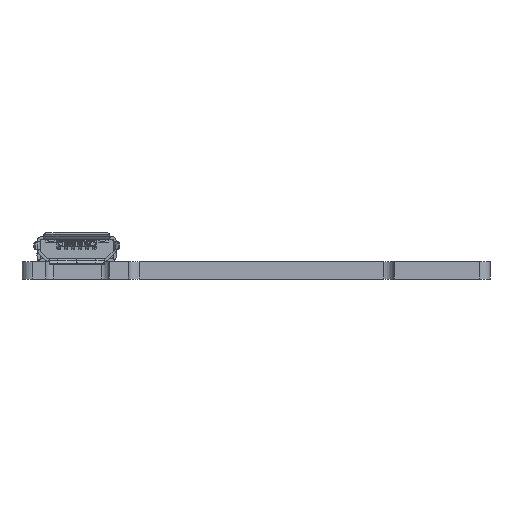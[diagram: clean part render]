
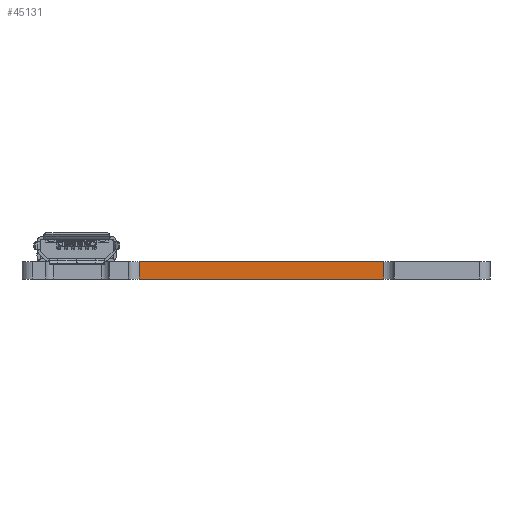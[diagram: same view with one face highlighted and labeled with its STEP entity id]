
A CAD part, left-side view. The second image highlights one B-rep face of the part: STEP entity #45131.
In plain terms, the highlighted planar face has unit normal (-1, 0, 0).
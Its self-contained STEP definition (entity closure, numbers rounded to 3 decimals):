
#44059 = VERTEX_POINT('',#44060);
#44060 = CARTESIAN_POINT('',(1.,-11.,0.));
#44067 = EDGE_CURVE('',#44068,#44059,#44070,.T.);
#44068 = VERTEX_POINT('',#44069);
#44069 = CARTESIAN_POINT('',(1.,-34.,0.));
#44070 = LINE('',#44071,#44072);
#44071 = CARTESIAN_POINT('',(1.,-34.,0.));
#44072 = VECTOR('',#44073,1.);
#44073 = DIRECTION('',(0.,1.,0.));
#44441 = VERTEX_POINT('',#44442);
#44442 = CARTESIAN_POINT('',(1.,-11.,1.6));
#44449 = EDGE_CURVE('',#44450,#44441,#44452,.T.);
#44450 = VERTEX_POINT('',#44451);
#44451 = CARTESIAN_POINT('',(1.,-34.,1.6));
#44452 = LINE('',#44453,#44454);
#44453 = CARTESIAN_POINT('',(1.,-34.,1.6));
#44454 = VECTOR('',#44455,1.);
#44455 = DIRECTION('',(0.,1.,0.));
#45101 = EDGE_CURVE('',#44059,#44441,#45102,.T.);
#45102 = LINE('',#45103,#45104);
#45103 = CARTESIAN_POINT('',(1.,-11.,0.));
#45104 = VECTOR('',#45105,1.);
#45105 = DIRECTION('',(0.,0.,1.));
#45131 = ADVANCED_FACE('',(#45132),#45143,.T.);
#45132 = FACE_BOUND('',#45133,.T.);
#45133 = EDGE_LOOP('',(#45134,#45140,#45141,#45142));
#45134 = ORIENTED_EDGE('',*,*,#45135,.T.);
#45135 = EDGE_CURVE('',#44068,#44450,#45136,.T.);
#45136 = LINE('',#45137,#45138);
#45137 = CARTESIAN_POINT('',(1.,-34.,0.));
#45138 = VECTOR('',#45139,1.);
#45139 = DIRECTION('',(0.,0.,1.));
#45140 = ORIENTED_EDGE('',*,*,#44449,.T.);
#45141 = ORIENTED_EDGE('',*,*,#45101,.F.);
#45142 = ORIENTED_EDGE('',*,*,#44067,.F.);
#45143 = PLANE('',#45144);
#45144 = AXIS2_PLACEMENT_3D('',#45145,#45146,#45147);
#45145 = CARTESIAN_POINT('',(1.,-34.,0.));
#45146 = DIRECTION('',(-1.,0.,0.));
#45147 = DIRECTION('',(0.,1.,0.));
